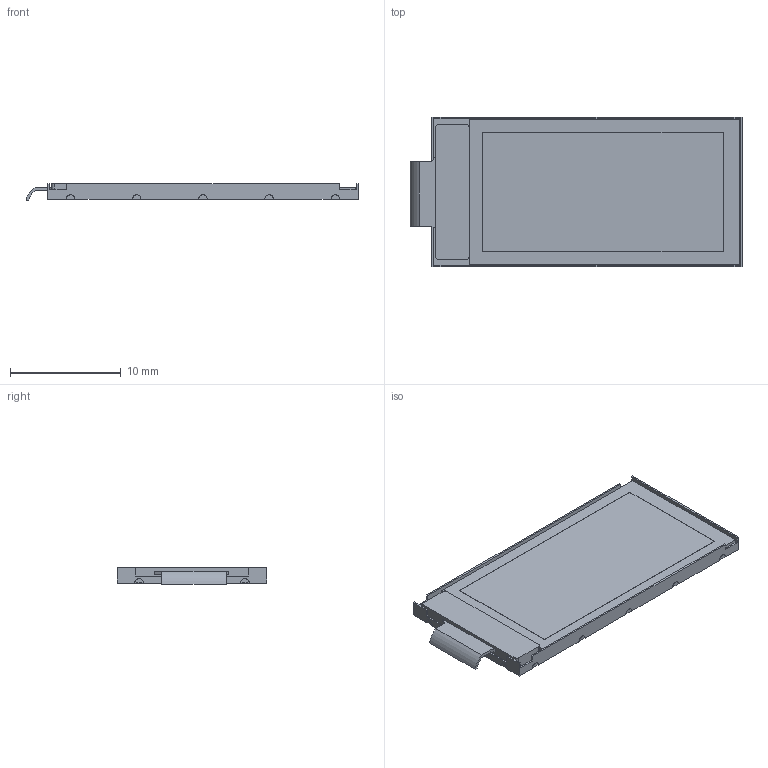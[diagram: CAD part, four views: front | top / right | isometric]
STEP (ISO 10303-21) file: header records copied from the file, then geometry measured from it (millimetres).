
FILE_DESCRIPTION(('FreeCAD Model'),'2;1');
FILE_NAME('0.96 - IPS LCD - Reverse Mount_Short.stp','2019-06-15T11:18:09',('Author'),(''), 'Open CASCADE STEP processor 6.8','FreeCAD','Unknown');
FILE_SCHEMA(('AUTOMOTIVE_DESIGN_CC2 { 1 2 10303 214 -1 1 5 4 }'));
Products named in the file (1): Cut001
Bounding box: 29.94 x 13.49 x 1.47 mm (x, y, z)
Volume: 416.9 mm3; surface area: 1090.6 mm2
Topology: 1 solids, 20 shells, 481 faces, 1163 edges, 762 vertices
Faces by surface type: plane 329, cylinder 78, bspline 74
Full cylindrical faces by diameter (mm): 0.762 x4
Entity records: 46685 total; most frequent: CARTESIAN_POINT 26753, DIRECTION 2477, ORIENTED_EDGE 2326, PCURVE 2326, DEFINITIONAL_REPRESENTATION 2326, B_SPLINE_CURVE_WITH_KNOTS 1872, LINE 1345, VECTOR 1345
